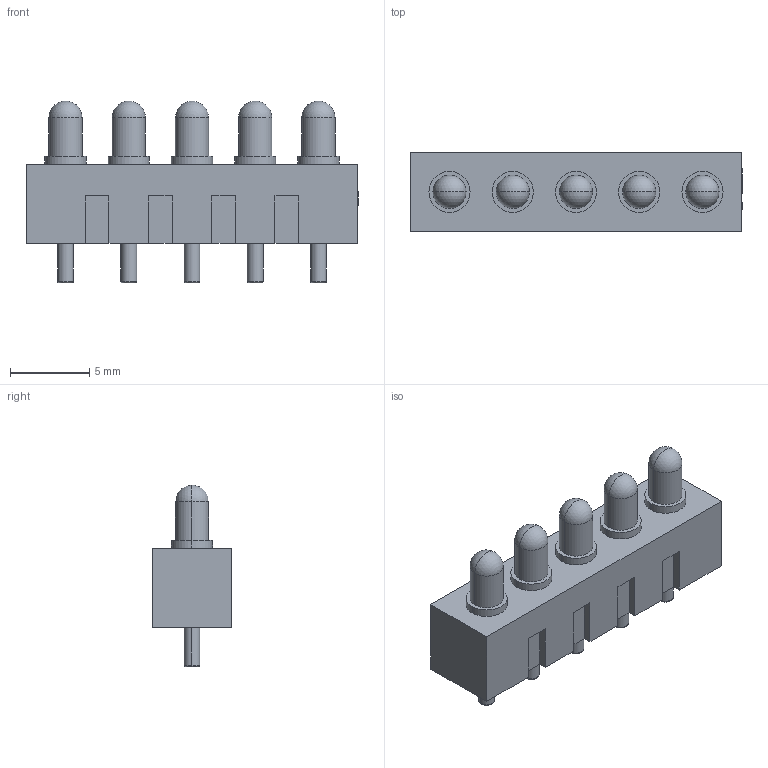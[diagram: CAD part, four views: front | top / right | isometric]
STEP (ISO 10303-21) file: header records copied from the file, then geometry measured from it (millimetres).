
FILE_DESCRIPTION (( 'STEP AP214' ), '1' );
FILE_NAME ('CONN-TH_FPG40004-S05S1017M.step', '2022-08-05T11:37:36', ( '' ), ( '' ), 'SwSTEP 2.0', 'SolidWorks 2020', '' );
FILE_SCHEMA (( 'AUTOMOTIVE_DESIGN' ));
Length unit declared in the file: millimetre
Products named in the file (1): CONN-TH_FPG40004-S05S1017M
Bounding box: 21 x 5 x 11.5 mm (x, y, z)
Volume: 584.6 mm3; surface area: 652.8 mm2
Topology: 14 solids, 14 shells, 388 faces, 1019 edges, 671 vertices
Faces by surface type: plane 226, bspline 112, cylinder 30, torus 10, sphere 10
Entity records: 16081 total; most frequent: CARTESIAN_POINT 4153, ORIENTED_EDGE 1998, DIRECTION 1415, EDGE_CURVE 999, VECTOR 681, LINE 681, VERTEX_POINT 661, EDGE_LOOP 422
